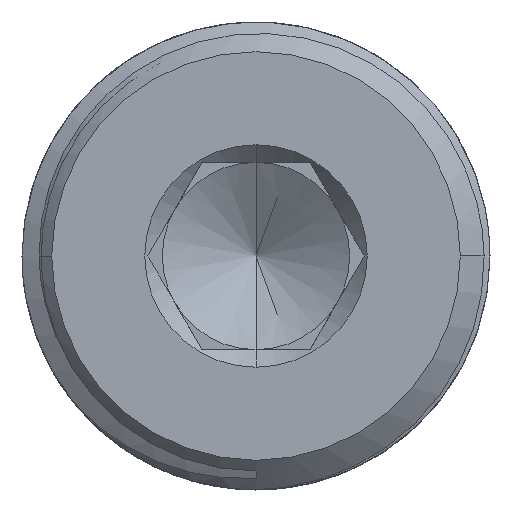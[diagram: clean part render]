
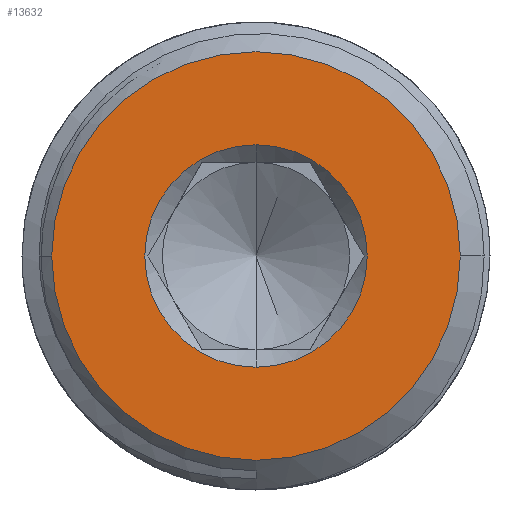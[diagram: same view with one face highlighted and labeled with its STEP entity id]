
A CAD part, left-side view. The second image highlights one B-rep face of the part: STEP entity #13632.
In plain terms, the highlighted planar face has unit normal (-1, 0, 0).
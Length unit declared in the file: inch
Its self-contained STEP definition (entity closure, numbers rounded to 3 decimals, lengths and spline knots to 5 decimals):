
#300 = CARTESIAN_POINT ( 'NONE',  ( 0., 0., 0. ) ) ;
#368 = VERTEX_POINT ( 'NONE', #1963 ) ;
#826 = DIRECTION ( 'NONE',  ( 0., -1., 0. ) ) ;
#1005 = FACE_BOUND ( 'NONE', #6581, .T. ) ;
#1407 = DIRECTION ( 'NONE',  ( -1., 0., 0. ) ) ;
#1653 = CARTESIAN_POINT ( 'NONE',  ( 0., -0.3435, 0. ) ) ;
#1925 = DIRECTION ( 'NONE',  ( -1., 0., 0. ) ) ;
#1926 = EDGE_CURVE ( 'NONE', #9518, #368, #6033, .T. ) ;
#1963 = CARTESIAN_POINT ( 'NONE',  ( 0., 0., 0.18701 ) ) ;
#1995 = VERTEX_POINT ( 'NONE', #1653 ) ;
#2245 = CIRCLE ( 'NONE', #5353, 0.3435 ) ;
#2507 = DIRECTION ( 'NONE',  ( 0., -1., 0. ) ) ;
#2709 = AXIS2_PLACEMENT_3D ( 'NONE', #11417, #8419, #5107 ) ;
#3031 = EDGE_CURVE ( 'NONE', #1995, #5319, #2245, .T. ) ;
#3324 = CARTESIAN_POINT ( 'NONE',  ( 0., 0., 0. ) ) ;
#3475 = ORIENTED_EDGE ( 'NONE', *, *, #3031, .T. ) ;
#3744 = DIRECTION ( 'NONE',  ( 0., 0., 1. ) ) ;
#4924 = CARTESIAN_POINT ( 'NONE',  ( 0., 0., 0. ) ) ;
#5107 = DIRECTION ( 'NONE',  ( 0., -1., 0. ) ) ;
#5145 = AXIS2_PLACEMENT_3D ( 'NONE', #3324, #12903, #7624 ) ;
#5319 = VERTEX_POINT ( 'NONE', #12028 ) ;
#5353 = AXIS2_PLACEMENT_3D ( 'NONE', #300, #1407, #2507 ) ;
#5706 = ORIENTED_EDGE ( 'NONE', *, *, #11350, .T. ) ;
#5740 = ORIENTED_EDGE ( 'NONE', *, *, #1926, .F. ) ;
#6033 = CIRCLE ( 'NONE', #10911, 0.18701 ) ;
#6069 = PLANE ( 'NONE',  #2709 ) ;
#6455 = CIRCLE ( 'NONE', #5145, 0.18701 ) ;
#6581 = EDGE_LOOP ( 'NONE', ( #12328, #5740 ) ) ;
#7142 = CARTESIAN_POINT ( 'NONE',  ( 0., 0., 0. ) ) ;
#7211 = EDGE_LOOP ( 'NONE', ( #5706, #3475 ) ) ;
#7624 = DIRECTION ( 'NONE',  ( 0., 0., 1. ) ) ;
#8041 = DIRECTION ( 'NONE',  ( -1., 0., 0. ) ) ;
#8419 = DIRECTION ( 'NONE',  ( -1., 0., 0. ) ) ;
#9518 = VERTEX_POINT ( 'NONE', #10568 ) ;
#10449 = AXIS2_PLACEMENT_3D ( 'NONE', #7142, #1925, #826 ) ;
#10568 = CARTESIAN_POINT ( 'NONE',  ( 0., 0., -0.18701 ) ) ;
#10911 = AXIS2_PLACEMENT_3D ( 'NONE', #4924, #8041, #3744 ) ;
#11109 = CIRCLE ( 'NONE', #10449, 0.3435 ) ;
#11348 = FACE_OUTER_BOUND ( 'NONE', #7211, .T. ) ;
#11350 = EDGE_CURVE ( 'NONE', #5319, #1995, #11109, .T. ) ;
#11417 = CARTESIAN_POINT ( 'NONE',  ( 0., 0., 0. ) ) ;
#11833 = EDGE_CURVE ( 'NONE', #368, #9518, #6455, .T. ) ;
#12028 = CARTESIAN_POINT ( 'NONE',  ( 0., 0.3435, 0. ) ) ;
#12328 = ORIENTED_EDGE ( 'NONE', *, *, #11833, .F. ) ;
#12903 = DIRECTION ( 'NONE',  ( -1., 0., 0. ) ) ;
#13632 = ADVANCED_FACE ( 'NONE', ( #11348, #1005 ), #6069, .T. ) ;
